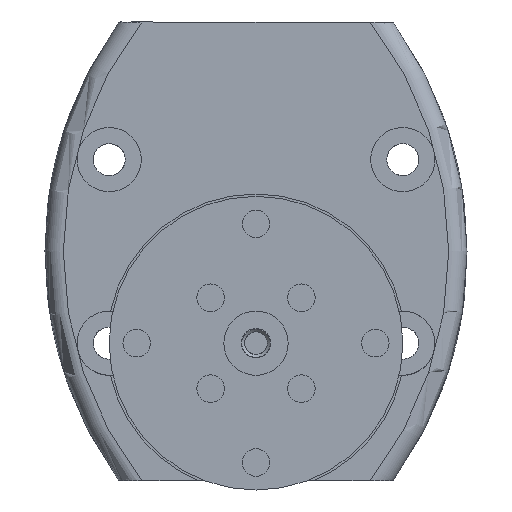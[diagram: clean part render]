
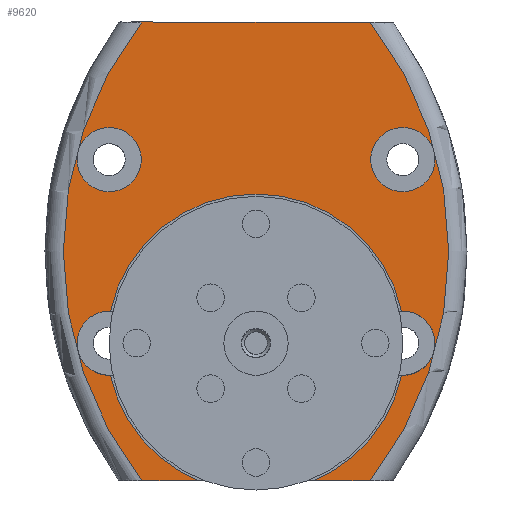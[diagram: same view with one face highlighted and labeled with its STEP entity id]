
A CAD part, front view. The second image highlights one B-rep face of the part: STEP entity #9620.
In plain terms, the highlighted planar face has unit normal (0, -1, 0).
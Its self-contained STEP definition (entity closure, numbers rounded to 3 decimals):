
#440=FACE_BOUND('',#2237,.T.);
#441=FACE_BOUND('',#2238,.T.);
#1101=CIRCLE('',#10640,3.5);
#1103=CIRCLE('',#10642,3.5);
#1112=CIRCLE('',#10656,40.844);
#1113=CIRCLE('',#10658,16.25);
#1114=CIRCLE('',#10659,16.25);
#1115=CIRCLE('',#10660,3.5);
#1116=CIRCLE('',#10661,16.25);
#1117=CIRCLE('',#10662,40.844);
#1118=CIRCLE('',#10663,3.5);
#1119=CIRCLE('',#10664,3.5);
#1630=FACE_OUTER_BOUND('',#2236,.T.);
#2236=EDGE_LOOP('',(#8203,#8204,#8205,#8206,#8207,#8208,#8209,#8210,#8211,
#8212,#8213));
#2237=EDGE_LOOP('',(#8214));
#2238=EDGE_LOOP('',(#8215));
#2952=LINE('',#23658,#3671);
#2956=LINE('',#23694,#3675);
#2960=LINE('',#23702,#3679);
#3671=VECTOR('',#12940,10.);
#3675=VECTOR('',#12954,10.);
#3679=VECTOR('',#12958,10.);
#4542=VERTEX_POINT('',#23627);
#4543=VERTEX_POINT('',#23629);
#4545=VERTEX_POINT('',#23634);
#4549=VERTEX_POINT('',#23646);
#4550=VERTEX_POINT('',#23657);
#4556=VERTEX_POINT('',#23682);
#4557=VERTEX_POINT('',#23693);
#4560=VERTEX_POINT('',#23699);
#4561=VERTEX_POINT('',#23701);
#4564=VERTEX_POINT('',#23721);
#4565=VERTEX_POINT('',#23723);
#4566=VERTEX_POINT('',#23727);
#4567=VERTEX_POINT('',#23729);
#5798=EDGE_CURVE('',#4543,#4542,#1101,.T.);
#5801=EDGE_CURVE('',#4545,#4543,#1103,.T.);
#5808=EDGE_CURVE('',#4549,#4550,#2952,.T.);
#5817=EDGE_CURVE('',#4557,#4556,#2956,.T.);
#5821=EDGE_CURVE('',#4561,#4560,#2960,.T.);
#5825=EDGE_CURVE('',#4561,#4549,#1112,.T.);
#5826=EDGE_CURVE('',#4560,#4545,#1113,.T.);
#5827=EDGE_CURVE('',#4542,#4564,#1114,.T.);
#5828=EDGE_CURVE('',#4564,#4565,#1115,.T.);
#5829=EDGE_CURVE('',#4565,#4557,#1116,.T.);
#5830=EDGE_CURVE('',#4550,#4556,#1117,.T.);
#5831=EDGE_CURVE('',#4566,#4566,#1118,.T.);
#5832=EDGE_CURVE('',#4567,#4567,#1119,.T.);
#8203=ORIENTED_EDGE('',*,*,#5825,.F.);
#8204=ORIENTED_EDGE('',*,*,#5821,.T.);
#8205=ORIENTED_EDGE('',*,*,#5826,.T.);
#8206=ORIENTED_EDGE('',*,*,#5801,.T.);
#8207=ORIENTED_EDGE('',*,*,#5798,.T.);
#8208=ORIENTED_EDGE('',*,*,#5827,.T.);
#8209=ORIENTED_EDGE('',*,*,#5828,.T.);
#8210=ORIENTED_EDGE('',*,*,#5829,.T.);
#8211=ORIENTED_EDGE('',*,*,#5817,.T.);
#8212=ORIENTED_EDGE('',*,*,#5830,.F.);
#8213=ORIENTED_EDGE('',*,*,#5808,.F.);
#8214=ORIENTED_EDGE('',*,*,#5831,.T.);
#8215=ORIENTED_EDGE('',*,*,#5832,.T.);
#9133=PLANE('',#10657);
#9620=ADVANCED_FACE('',(#1630,#440,#441),#9133,.F.);
#10640=AXIS2_PLACEMENT_3D('',#23630,#12921,#12922);
#10642=AXIS2_PLACEMENT_3D('',#23635,#12926,#12927);
#10656=AXIS2_PLACEMENT_3D('',#23718,#12965,#12966);
#10657=AXIS2_PLACEMENT_3D('',#23719,#12967,#12968);
#10658=AXIS2_PLACEMENT_3D('',#23720,#12969,#12970);
#10659=AXIS2_PLACEMENT_3D('',#23722,#12971,#12972);
#10660=AXIS2_PLACEMENT_3D('',#23724,#12973,#12974);
#10661=AXIS2_PLACEMENT_3D('',#23725,#12975,#12976);
#10662=AXIS2_PLACEMENT_3D('',#23726,#12977,#12978);
#10663=AXIS2_PLACEMENT_3D('',#23728,#12979,#12980);
#10664=AXIS2_PLACEMENT_3D('',#23730,#12981,#12982);
#12921=DIRECTION('center_axis',(0.,1.,0.));
#12922=DIRECTION('ref_axis',(1.,0.,0.));
#12926=DIRECTION('center_axis',(0.,1.,0.));
#12927=DIRECTION('ref_axis',(1.,0.,0.));
#12940=DIRECTION('',(1.,0.,0.));
#12954=DIRECTION('',(1.,0.,0.));
#12958=DIRECTION('',(1.,0.,0.));
#12965=DIRECTION('center_axis',(0.,1.,0.));
#12966=DIRECTION('ref_axis',(-1.,0.,0.));
#12967=DIRECTION('center_axis',(0.,1.,0.));
#12968=DIRECTION('ref_axis',(1.,0.,0.));
#12969=DIRECTION('center_axis',(0.,1.,0.));
#12970=DIRECTION('ref_axis',(1.,0.,0.));
#12971=DIRECTION('center_axis',(0.,1.,0.));
#12972=DIRECTION('ref_axis',(1.,0.,0.));
#12973=DIRECTION('center_axis',(0.,1.,0.));
#12974=DIRECTION('ref_axis',(1.,0.,0.));
#12975=DIRECTION('center_axis',(0.,1.,0.));
#12976=DIRECTION('ref_axis',(1.,0.,0.));
#12977=DIRECTION('center_axis',(0.,1.,0.));
#12978=DIRECTION('ref_axis',(1.,0.,0.));
#12979=DIRECTION('center_axis',(0.,1.,0.));
#12980=DIRECTION('ref_axis',(1.,0.,0.));
#12981=DIRECTION('center_axis',(0.,1.,0.));
#12982=DIRECTION('ref_axis',(1.,0.,0.));
#23627=CARTESIAN_POINT('',(-15.869,0.,-6.502));
#23629=CARTESIAN_POINT('',(-19.5,0.,-10.));
#23630=CARTESIAN_POINT('Origin',(-16.,0.,-10.));
#23634=CARTESIAN_POINT('',(-15.869,0.,-13.498));
#23635=CARTESIAN_POINT('Origin',(-16.,0.,-10.));
#23646=CARTESIAN_POINT('',(-12.455,0.,25.));
#23657=CARTESIAN_POINT('',(12.455,0.,25.));
#23658=CARTESIAN_POINT('',(-14.95,0.,25.));
#23682=CARTESIAN_POINT('',(12.455,0.,-25.));
#23693=CARTESIAN_POINT('',(6.25,0.,-25.));
#23694=CARTESIAN_POINT('',(-14.95,0.,-25.));
#23699=CARTESIAN_POINT('',(-6.25,0.,-25.));
#23701=CARTESIAN_POINT('',(-12.455,0.,-25.));
#23702=CARTESIAN_POINT('',(-14.95,0.,-25.));
#23718=CARTESIAN_POINT('Origin',(19.844,0.,0.));
#23719=CARTESIAN_POINT('Origin',(0.,0.,0.));
#23720=CARTESIAN_POINT('Origin',(0.,0.,-10.));
#23721=CARTESIAN_POINT('',(15.869,0.,-6.502));
#23722=CARTESIAN_POINT('Origin',(0.,0.,-10.));
#23723=CARTESIAN_POINT('',(15.869,0.,-13.498));
#23724=CARTESIAN_POINT('Origin',(16.,0.,-10.));
#23725=CARTESIAN_POINT('Origin',(0.,0.,-10.));
#23726=CARTESIAN_POINT('Origin',(-19.844,0.,0.));
#23727=CARTESIAN_POINT('',(12.5,0.,10.));
#23728=CARTESIAN_POINT('Origin',(16.,0.,10.));
#23729=CARTESIAN_POINT('',(-19.5,0.,10.));
#23730=CARTESIAN_POINT('Origin',(-16.,0.,10.));
